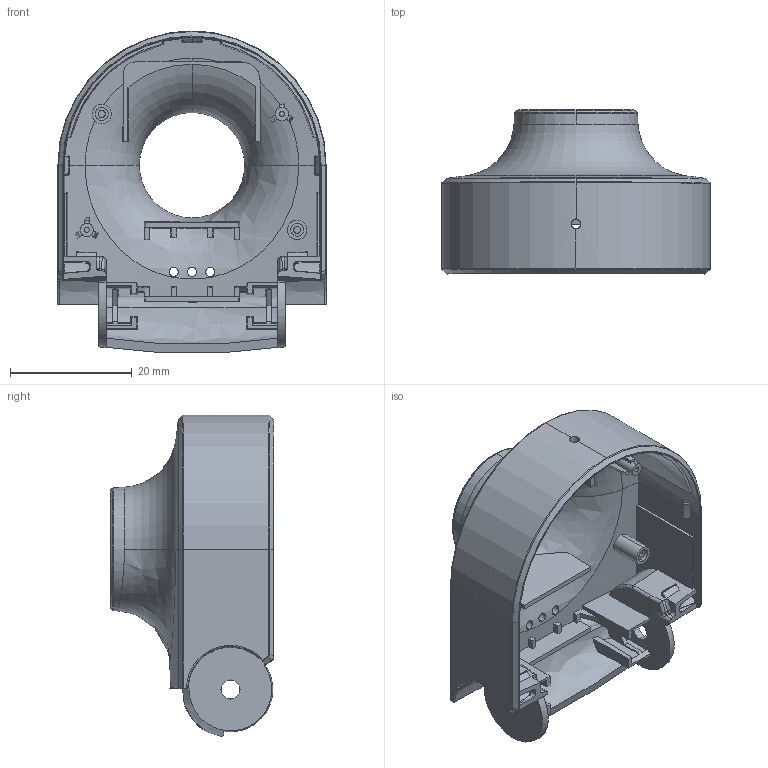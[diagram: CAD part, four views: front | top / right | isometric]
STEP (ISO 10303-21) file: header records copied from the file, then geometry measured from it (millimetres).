
FILE_DESCRIPTION (( 'STEP AP214' ), '1' );
FILE_NAME ('10.STEP', '2022-12-12T11:37:15', ( '' ), ( '' ), 'SwSTEP 2.0', 'SolidWorks 2020', '' );
FILE_SCHEMA (( 'AUTOMOTIVE_DESIGN' ));
Length unit declared in the file: millimetre
Products named in the file (1): 10
Bounding box: 44 x 26.88 x 52.79 mm (x, y, z)
Volume: 6496.3 mm3; surface area: 9990.8 mm2
Topology: 1 solids, 1 shells, 425 faces, 1146 edges, 729 vertices
Faces by surface type: plane 187, cylinder 89, bspline 76, cone 29, torus 28, sphere 16
Entity records: 17568 total; most frequent: CARTESIAN_POINT 7866, ORIENTED_EDGE 2284, DIRECTION 1692, EDGE_CURVE 1142, VERTEX_POINT 729, AXIS2_PLACEMENT_3D 609, VECTOR 474, LINE 474
